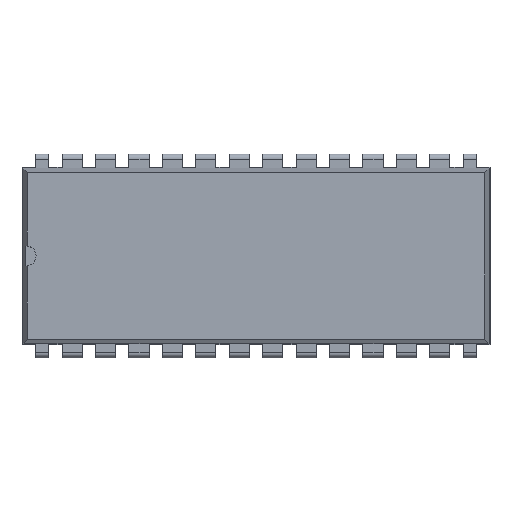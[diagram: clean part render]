
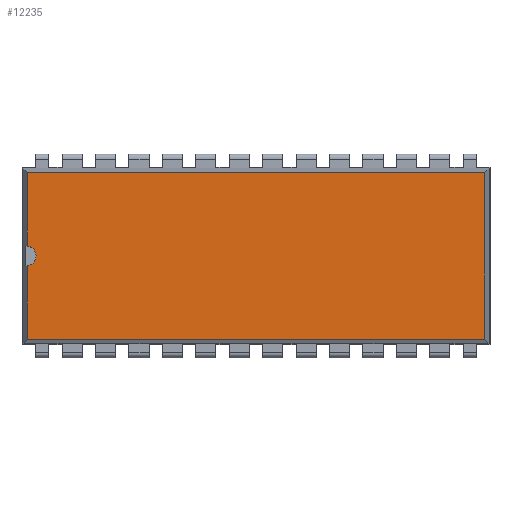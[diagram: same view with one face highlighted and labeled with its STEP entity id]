
A CAD part, top view. The second image highlights one B-rep face of the part: STEP entity #12235.
In plain terms, the highlighted planar face has unit normal (0, 0, 1).
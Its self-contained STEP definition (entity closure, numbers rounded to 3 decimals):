
#7144 = VERTEX_POINT('',#7145);
#7145 = CARTESIAN_POINT('',(-17.381,6.332,2.41));
#7150 = EDGE_CURVE('',#7151,#7144,#7153,.T.);
#7151 = VERTEX_POINT('',#7152);
#7152 = CARTESIAN_POINT('',(17.381,6.332,2.41));
#7153 = LINE('',#7154,#7155);
#7154 = CARTESIAN_POINT('',(17.381,6.332,2.41));
#7155 = VECTOR('',#7156,1.);
#7156 = DIRECTION('',(-1.,0.,0.));
#9355 = VERTEX_POINT('',#9356);
#9356 = CARTESIAN_POINT('',(-17.381,-6.332,2.41));
#9361 = EDGE_CURVE('',#9362,#9355,#9364,.T.);
#9362 = VERTEX_POINT('',#9363);
#9363 = CARTESIAN_POINT('',(-17.381,-0.746,2.41));
#9364 = LINE('',#9365,#9366);
#9365 = CARTESIAN_POINT('',(-17.381,6.332,2.41));
#9366 = VECTOR('',#9367,1.);
#9367 = DIRECTION('',(0.,-1.,0.));
#9582 = VERTEX_POINT('',#9583);
#9583 = CARTESIAN_POINT('',(-17.381,0.746,2.41));
#9687 = EDGE_CURVE('',#7144,#9582,#9688,.T.);
#9688 = LINE('',#9689,#9690);
#9689 = CARTESIAN_POINT('',(-17.381,6.332,2.41));
#9690 = VECTOR('',#9691,1.);
#9691 = DIRECTION('',(0.,-1.,0.));
#9932 = VERTEX_POINT('',#9933);
#9933 = CARTESIAN_POINT('',(17.381,-6.332,2.41));
#9938 = EDGE_CURVE('',#9355,#9932,#9939,.T.);
#9939 = LINE('',#9940,#9941);
#9940 = CARTESIAN_POINT('',(-17.381,-6.332,2.41));
#9941 = VECTOR('',#9942,1.);
#9942 = DIRECTION('',(1.,0.,0.));
#12136 = EDGE_CURVE('',#9932,#7151,#12137,.T.);
#12137 = LINE('',#12138,#12139);
#12138 = CARTESIAN_POINT('',(17.381,-6.332,2.41));
#12139 = VECTOR('',#12140,1.);
#12140 = DIRECTION('',(0.,1.,0.));
#12235 = ADVANCED_FACE('',(#12236),#12259,.F.);
#12236 = FACE_BOUND('',#12237,.F.);
#12237 = EDGE_LOOP('',(#12238,#12239,#12240,#12241,#12242,#12251,#12258)
  );
#12238 = ORIENTED_EDGE('',*,*,#7150,.F.);
#12239 = ORIENTED_EDGE('',*,*,#12136,.F.);
#12240 = ORIENTED_EDGE('',*,*,#9938,.F.);
#12241 = ORIENTED_EDGE('',*,*,#9361,.F.);
#12242 = ORIENTED_EDGE('',*,*,#12243,.F.);
#12243 = EDGE_CURVE('',#12244,#9362,#12246,.T.);
#12244 = VERTEX_POINT('',#12245);
#12245 = CARTESIAN_POINT('',(-16.706,0.,2.41));
#12246 = CIRCLE('',#12247,0.75);
#12247 = AXIS2_PLACEMENT_3D('',#12248,#12249,#12250);
#12248 = CARTESIAN_POINT('',(-17.456,0.,2.41));
#12249 = DIRECTION('',(0.,0.,-1.));
#12250 = DIRECTION('',(1.,0.,0.));
#12251 = ORIENTED_EDGE('',*,*,#12252,.F.);
#12252 = EDGE_CURVE('',#9582,#12244,#12253,.T.);
#12253 = CIRCLE('',#12254,0.75);
#12254 = AXIS2_PLACEMENT_3D('',#12255,#12256,#12257);
#12255 = CARTESIAN_POINT('',(-17.456,0.,2.41));
#12256 = DIRECTION('',(0.,0.,-1.));
#12257 = DIRECTION('',(1.,0.,0.));
#12258 = ORIENTED_EDGE('',*,*,#9687,.F.);
#12259 = PLANE('',#12260);
#12260 = AXIS2_PLACEMENT_3D('',#12261,#12262,#12263);
#12261 = CARTESIAN_POINT('',(17.381,6.332,2.41));
#12262 = DIRECTION('',(0.,0.,-1.));
#12263 = DIRECTION('',(-0.94,-0.342,0.));
